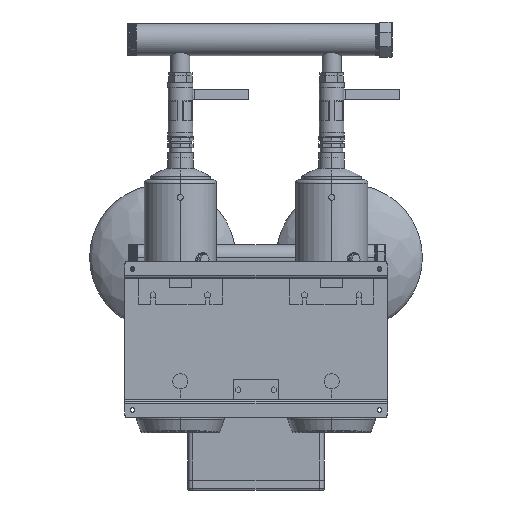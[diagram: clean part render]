
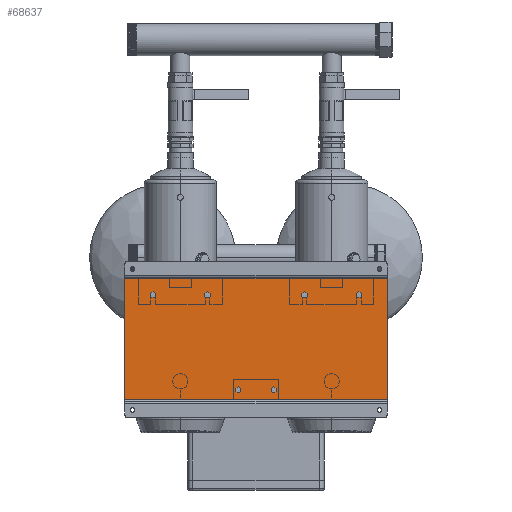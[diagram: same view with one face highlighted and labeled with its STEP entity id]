
A CAD part, front view. The second image highlights one B-rep face of the part: STEP entity #68637.
In plain terms, the highlighted planar face has unit normal (0, -1, 0).
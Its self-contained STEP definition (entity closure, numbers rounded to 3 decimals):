
#5327 = EDGE_CURVE ( 'NONE', #68708, #33904, #17287, .T. ) ;
#11091 = DIRECTION ( 'NONE',  ( -1., 0., 0. ) ) ;
#13752 = LINE ( 'NONE', #69343, #38660 ) ;
#15305 = EDGE_LOOP ( 'NONE', ( #30767, #40929, #83631, #55022 ) ) ;
#16792 = CARTESIAN_POINT ( 'NONE',  ( 260., 52., -120. ) ) ;
#17287 = LINE ( 'NONE', #87895, #80460 ) ;
#19449 = EDGE_CURVE ( 'NONE', #31166, #56367, #52608, .T. ) ;
#20976 = PLANE ( 'NONE',  #59969 ) ;
#23640 = CARTESIAN_POINT ( 'NONE',  ( 260., 52., -120. ) ) ;
#24141 = DIRECTION ( 'NONE',  ( 0., 0., -1. ) ) ;
#29560 = FACE_OUTER_BOUND ( 'NONE', #15305, .T. ) ;
#30767 = ORIENTED_EDGE ( 'NONE', *, *, #62682, .T. ) ;
#31166 = VERTEX_POINT ( 'NONE', #82894 ) ;
#31817 = DIRECTION ( 'NONE',  ( 0., 0., 1. ) ) ;
#33904 = VERTEX_POINT ( 'NONE', #78098 ) ;
#38660 = VECTOR ( 'NONE', #41566, 1000. ) ;
#40929 = ORIENTED_EDGE ( 'NONE', *, *, #5327, .F. ) ;
#41566 = DIRECTION ( 'NONE',  ( 0., 0., -1. ) ) ;
#52529 = EDGE_CURVE ( 'NONE', #31166, #68708, #86587, .T. ) ;
#52608 = LINE ( 'NONE', #67527, #68066 ) ;
#55022 = ORIENTED_EDGE ( 'NONE', *, *, #19449, .T. ) ;
#56367 = VERTEX_POINT ( 'NONE', #73683 ) ;
#59969 = AXIS2_PLACEMENT_3D ( 'NONE', #16792, #65995, #31817 ) ;
#62682 = EDGE_CURVE ( 'NONE', #56367, #33904, #13752, .T. ) ;
#65995 = DIRECTION ( 'NONE',  ( 0., 1., 0. ) ) ;
#67527 = CARTESIAN_POINT ( 'NONE',  ( 260., 52., 120. ) ) ;
#68066 = VECTOR ( 'NONE', #11091, 1000. ) ;
#68637 = ADVANCED_FACE ( 'NONE', ( #29560 ), #20976, .F. ) ;
#68708 = VERTEX_POINT ( 'NONE', #23640 ) ;
#69343 = CARTESIAN_POINT ( 'NONE',  ( -260., 52., -120. ) ) ;
#73683 = CARTESIAN_POINT ( 'NONE',  ( -260., 52., 120. ) ) ;
#73789 = CARTESIAN_POINT ( 'NONE',  ( 260., 52., 120. ) ) ;
#75814 = VECTOR ( 'NONE', #24141, 1000. ) ;
#78098 = CARTESIAN_POINT ( 'NONE',  ( -260., 52., -120. ) ) ;
#80460 = VECTOR ( 'NONE', #87472, 1000. ) ;
#82894 = CARTESIAN_POINT ( 'NONE',  ( 260., 52., 120. ) ) ;
#83631 = ORIENTED_EDGE ( 'NONE', *, *, #52529, .F. ) ;
#86587 = LINE ( 'NONE', #73789, #75814 ) ;
#87472 = DIRECTION ( 'NONE',  ( -1., 0., 0. ) ) ;
#87895 = CARTESIAN_POINT ( 'NONE',  ( 260., 52., -120. ) ) ;
